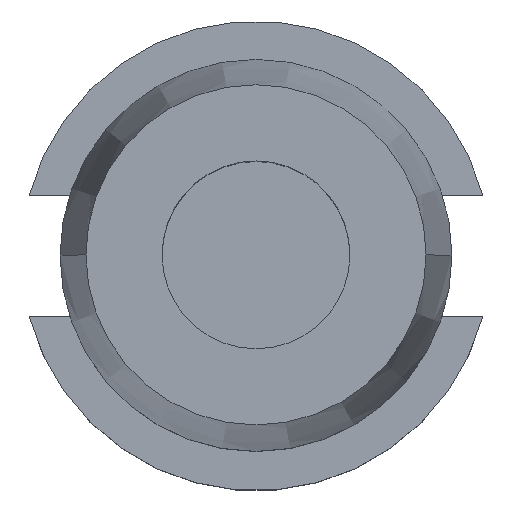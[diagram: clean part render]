
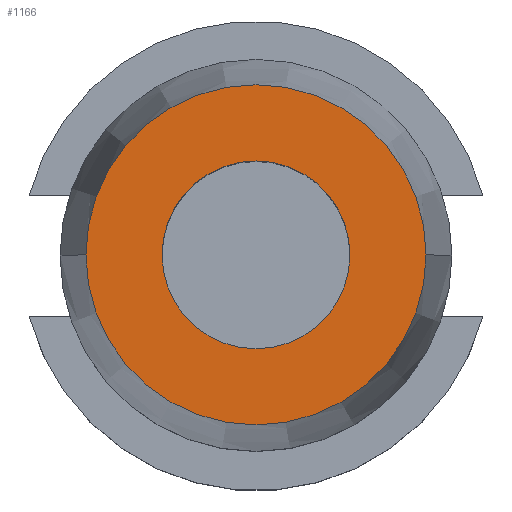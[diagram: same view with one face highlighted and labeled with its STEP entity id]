
A CAD part, top view. The second image highlights one B-rep face of the part: STEP entity #1166.
In plain terms, the highlighted planar face has unit normal (0, 0, 1).
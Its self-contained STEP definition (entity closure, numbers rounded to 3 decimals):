
#5 = ORIENTED_EDGE ( 'NONE', *, *, #1321, .T. ) ;
#102 = VERTEX_POINT ( 'NONE', #109 ) ;
#109 = CARTESIAN_POINT ( 'NONE',  ( -23., 0., 101.6 ) ) ;
#121 = DIRECTION ( 'NONE',  ( 0., 0., 1. ) ) ;
#131 = CARTESIAN_POINT ( 'NONE',  ( 0., 0., 101.6 ) ) ;
#141 = DIRECTION ( 'NONE',  ( -1., 0., 0. ) ) ;
#198 = CIRCLE ( 'NONE', #1126, 12.7 ) ;
#247 = AXIS2_PLACEMENT_3D ( 'NONE', #131, #121, #894 ) ;
#273 = FACE_BOUND ( 'NONE', #1168, .T. ) ;
#323 = CARTESIAN_POINT ( 'NONE',  ( 12.7, 0., 101.6 ) ) ;
#324 = VERTEX_POINT ( 'NONE', #795 ) ;
#336 = DIRECTION ( 'NONE',  ( 0., 0., 1. ) ) ;
#467 = DIRECTION ( 'NONE',  ( 1., 0., 0. ) ) ;
#484 = ORIENTED_EDGE ( 'NONE', *, *, #1239, .T. ) ;
#529 = AXIS2_PLACEMENT_3D ( 'NONE', #1057, #1440, #679 ) ;
#554 = PLANE ( 'NONE',  #529 ) ;
#567 = ORIENTED_EDGE ( 'NONE', *, *, #1451, .T. ) ;
#598 = AXIS2_PLACEMENT_3D ( 'NONE', #727, #336, #467 ) ;
#679 = DIRECTION ( 'NONE',  ( -1., 0., 0. ) ) ;
#684 = CARTESIAN_POINT ( 'NONE',  ( 0., 0., 101.6 ) ) ;
#724 = VERTEX_POINT ( 'NONE', #1303 ) ;
#727 = CARTESIAN_POINT ( 'NONE',  ( 0., 0., 101.6 ) ) ;
#795 = CARTESIAN_POINT ( 'NONE',  ( 23., 0., 101.6 ) ) ;
#812 = DIRECTION ( 'NONE',  ( 0., 0., -1. ) ) ;
#889 = CIRCLE ( 'NONE', #247, 23. ) ;
#894 = DIRECTION ( 'NONE',  ( 1., 0., 0. ) ) ;
#1057 = CARTESIAN_POINT ( 'NONE',  ( 0., 23., 101.6 ) ) ;
#1064 = DIRECTION ( 'NONE',  ( -1., 0., 0. ) ) ;
#1126 = AXIS2_PLACEMENT_3D ( 'NONE', #684, #812, #1064 ) ;
#1166 = ADVANCED_FACE ( 'NONE', ( #273, #1243 ), #554, .F. ) ;
#1168 = EDGE_LOOP ( 'NONE', ( #484, #5 ) ) ;
#1178 = CIRCLE ( 'NONE', #598, 23. ) ;
#1212 = EDGE_LOOP ( 'NONE', ( #1247, #567 ) ) ;
#1239 = EDGE_CURVE ( 'NONE', #724, #1548, #198, .T. ) ;
#1243 = FACE_OUTER_BOUND ( 'NONE', #1212, .T. ) ;
#1247 = ORIENTED_EDGE ( 'NONE', *, *, #1386, .T. ) ;
#1303 = CARTESIAN_POINT ( 'NONE',  ( -12.7, 0., 101.6 ) ) ;
#1321 = EDGE_CURVE ( 'NONE', #1548, #724, #1644, .T. ) ;
#1349 = CARTESIAN_POINT ( 'NONE',  ( 0., 0., 101.6 ) ) ;
#1386 = EDGE_CURVE ( 'NONE', #102, #324, #889, .T. ) ;
#1408 = DIRECTION ( 'NONE',  ( 0., 0., -1. ) ) ;
#1440 = DIRECTION ( 'NONE',  ( 0., 0., -1. ) ) ;
#1451 = EDGE_CURVE ( 'NONE', #324, #102, #1178, .T. ) ;
#1548 = VERTEX_POINT ( 'NONE', #323 ) ;
#1642 = AXIS2_PLACEMENT_3D ( 'NONE', #1349, #1408, #141 ) ;
#1644 = CIRCLE ( 'NONE', #1642, 12.7 ) ;
